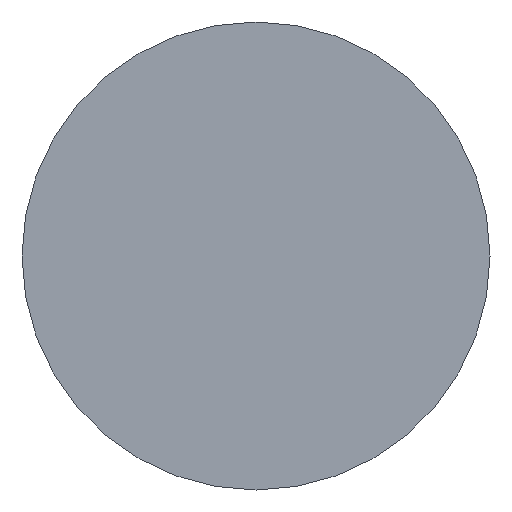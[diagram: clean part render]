
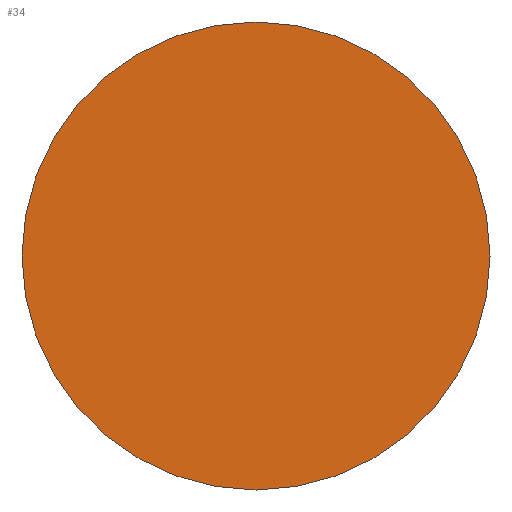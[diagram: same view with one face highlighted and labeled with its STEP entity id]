
A CAD part, front view. The second image highlights one B-rep face of the part: STEP entity #34.
In plain terms, the highlighted planar face has unit normal (0, -1, 0).
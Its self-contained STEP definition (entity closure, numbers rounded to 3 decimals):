
#1=CARTESIAN_POINT('POINT1',(-7.,22.5,-57.5));
#2=VERTEX_POINT('VERTEX1',#1);
#3=CARTESIAN_POINT('POINT2',(-2.,22.5,-52.5));
#4=VERTEX_POINT('VERTEX2',#3);
#5=CARTESIAN_POINT('POS1',(-2.,22.5,-57.5));
#6=DIRECTION('DIR1',(0.,1.,0.));
#7=DIRECTION('DIR2',(-1.,0.,0.));
#8=AXIS2_PLACEMENT_3D('AXIS1',#5,#6,#7);
#9=CIRCLE('ELLIPSE1',#8,5.);
#10=EDGE_CURVE('EDGE1',#2,#4,#9,.T.);
#11=ORIENTED_EDGE('COEDGE1',*,*,#10,.F.);
#12=CARTESIAN_POINT('POINT3',(-2.,22.5,-62.5));
#13=VERTEX_POINT('VERTEX3',#12);
#14=CARTESIAN_POINT('POS2',(-2.,22.5,-57.5));
#15=DIRECTION('DIR3',(0.,1.,0.));
#16=DIRECTION('DIR4',(1.,0.,0.));
#17=AXIS2_PLACEMENT_3D('AXIS2',#14,#15,#16);
#18=CIRCLE('ELLIPSE2',#17,5.);
#19=EDGE_CURVE('EDGE2',#13,#2,#18,.T.);
#20=ORIENTED_EDGE('COEDGE2',*,*,#19,.F.);
#21=CARTESIAN_POINT('POINT4',(3.,22.5,-57.5));
#22=VERTEX_POINT('VERTEX4',#21);
#23=EDGE_CURVE('EDGE3',#22,#13,#18,.T.);
#24=ORIENTED_EDGE('COEDGE3',*,*,#23,.F.);
#25=EDGE_CURVE('EDGE4',#4,#22,#9,.T.);
#26=ORIENTED_EDGE('COEDGE4',*,*,#25,.F.);
#27=EDGE_LOOP('NONE',(#11,#20,#24,#26));
#28=FACE_BOUND('LOOP1',#27,.T.);
#29=CARTESIAN_POINT('POS3',(-10.024,22.5,-37.5)
   );
#30=DIRECTION('DIR5',(0.,1.,0.));
#31=DIRECTION('DIR6',(1.,0.,0.));
#32=AXIS2_PLACEMENT_3D('AXIS3',#29,#30,#31);
#33=PLANE('PLANE1',#32);
#34=ADVANCED_FACE('FACE1',(#28),#33,.F.);
